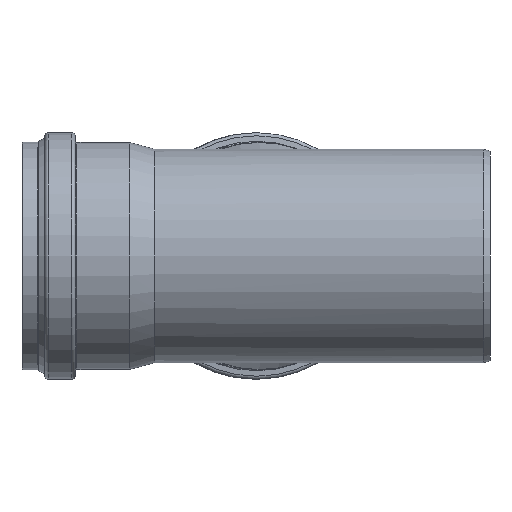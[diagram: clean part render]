
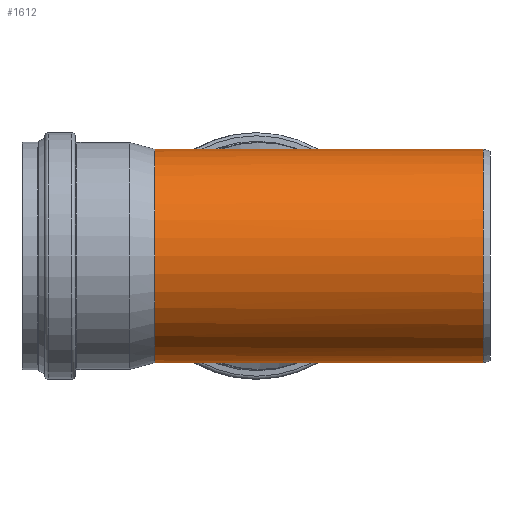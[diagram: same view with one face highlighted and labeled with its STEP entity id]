
A CAD part, left-side view. The second image highlights one B-rep face of the part: STEP entity #1612.
In plain terms, the highlighted cylindrical face has radius 125.15 mm (diameter 250.3 mm), a full revolution.
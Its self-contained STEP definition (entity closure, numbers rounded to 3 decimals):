
#54=CYLINDRICAL_SURFACE('',#1714,125.15);
#73=LINE('',#3050,#112);
#112=VECTOR('',#2037,125.15);
#150=CIRCLE('',#1710,125.15);
#153=CIRCLE('',#1713,125.15);
#154=CIRCLE('',#1715,125.15);
#155=CIRCLE('',#1716,125.15);
#398=FACE_OUTER_BOUND('',#474,.T.);
#474=EDGE_LOOP('',(#1071,#1072,#1073,#1074,#1075,#1076,#1077,#1078,#1079,
#1080,#1081));
#553=B_SPLINE_CURVE_WITH_KNOTS('',3,(#2801,#2802,#2803,#2804,#2805,#2806,
#2807,#2808,#2809,#2810,#2811,#2812),.UNSPECIFIED.,.F.,.F.,(4,2,2,2,2,4),
(3.48,3.485,3.511,3.548,3.622,
3.976),.UNSPECIFIED.);
#557=B_SPLINE_CURVE_WITH_KNOTS('',3,(#2884,#2885,#2886,#2887,#2888,#2889,
#2890,#2891,#2892,#2893,#2894,#2895),.UNSPECIFIED.,.F.,.F.,(4,2,2,2,2,4),
(0.,0.11,0.147,0.163,0.174,
0.175),.UNSPECIFIED.);
#558=ELLIPSE('',#1703,183.257,125.15);
#561=ELLIPSE('',#1706,183.257,125.15);
#563=ELLIPSE('',#1708,175.249,125.15);
#567=VERTEX_POINT('',#2694);
#568=VERTEX_POINT('',#2695);
#570=VERTEX_POINT('',#2793);
#571=VERTEX_POINT('',#2794);
#574=VERTEX_POINT('',#2825);
#575=VERTEX_POINT('',#2941);
#576=VERTEX_POINT('',#3037);
#579=VERTEX_POINT('',#3046);
#580=VERTEX_POINT('',#3047);
#772=EDGE_CURVE('',#567,#568,#558,.T.);
#776=EDGE_CURVE('',#567,#571,#553,.T.);
#780=EDGE_CURVE('',#570,#574,#557,.T.);
#782=EDGE_CURVE('',#575,#574,#561,.T.);
#784=EDGE_CURVE('',#568,#575,#563,.T.);
#785=EDGE_CURVE('',#576,#570,#150,.T.);
#789=EDGE_CURVE('',#571,#576,#153,.T.);
#790=EDGE_CURVE('',#579,#580,#154,.T.);
#791=EDGE_CURVE('',#580,#579,#155,.T.);
#792=EDGE_CURVE('',#580,#576,#73,.T.);
#1071=ORIENTED_EDGE('',*,*,#790,.F.);
#1072=ORIENTED_EDGE('',*,*,#791,.F.);
#1073=ORIENTED_EDGE('',*,*,#792,.T.);
#1074=ORIENTED_EDGE('',*,*,#785,.T.);
#1075=ORIENTED_EDGE('',*,*,#780,.T.);
#1076=ORIENTED_EDGE('',*,*,#782,.F.);
#1077=ORIENTED_EDGE('',*,*,#784,.F.);
#1078=ORIENTED_EDGE('',*,*,#772,.F.);
#1079=ORIENTED_EDGE('',*,*,#776,.T.);
#1080=ORIENTED_EDGE('',*,*,#789,.T.);
#1081=ORIENTED_EDGE('',*,*,#792,.F.);
#1612=ADVANCED_FACE('',(#398),#54,.T.);
#1703=AXIS2_PLACEMENT_3D('',#2696,#2008,#2009);
#1706=AXIS2_PLACEMENT_3D('',#2943,#2014,#2015);
#1708=AXIS2_PLACEMENT_3D('',#3035,#2018,#2019);
#1710=AXIS2_PLACEMENT_3D('',#3038,#2022,#2023);
#1713=AXIS2_PLACEMENT_3D('',#3044,#2029,#2030);
#1714=AXIS2_PLACEMENT_3D('',#3045,#2031,#2032);
#1715=AXIS2_PLACEMENT_3D('',#3048,#2033,#2034);
#1716=AXIS2_PLACEMENT_3D('',#3049,#2035,#2036);
#2008=DIRECTION('center_axis',(0.73,-0.683,0.));
#2009=DIRECTION('ref_axis',(0.683,0.73,0.));
#2014=DIRECTION('center_axis',(0.73,-0.683,0.));
#2015=DIRECTION('ref_axis',(0.683,0.73,0.));
#2018=DIRECTION('center_axis',(0.7,0.714,0.));
#2019=DIRECTION('ref_axis',(0.714,-0.7,0.));
#2022=DIRECTION('center_axis',(0.,-1.,0.));
#2023=DIRECTION('ref_axis',(1.,0.,0.));
#2029=DIRECTION('center_axis',(0.,-1.,0.));
#2030=DIRECTION('ref_axis',(1.,0.,0.));
#2031=DIRECTION('center_axis',(0.,-1.,0.));
#2032=DIRECTION('ref_axis',(1.,0.,0.));
#2033=DIRECTION('center_axis',(0.,-1.,0.));
#2034=DIRECTION('ref_axis',(1.,0.,0.));
#2035=DIRECTION('center_axis',(0.,-1.,0.));
#2036=DIRECTION('ref_axis',(1.,0.,0.));
#2037=DIRECTION('',(0.,1.,0.));
#2694=CARTESIAN_POINT('',(121.719,392.197,29.105));
#2695=CARTESIAN_POINT('',(0.,262.,125.15));
#2696=CARTESIAN_POINT('Origin',(0.,262.,0.));
#2793=CARTESIAN_POINT('',(121.339,392.569,-30.65));
#2794=CARTESIAN_POINT('',(121.339,392.569,30.65));
#2801=CARTESIAN_POINT('Ctrl Pts',(121.719,392.197,29.105));
#2802=CARTESIAN_POINT('Ctrl Pts',(121.718,392.201,29.106));
#2803=CARTESIAN_POINT('Ctrl Pts',(121.718,392.206,29.107));
#2804=CARTESIAN_POINT('Ctrl Pts',(121.716,392.235,29.116));
#2805=CARTESIAN_POINT('Ctrl Pts',(121.713,392.258,29.129));
#2806=CARTESIAN_POINT('Ctrl Pts',(121.704,392.308,29.167));
#2807=CARTESIAN_POINT('Ctrl Pts',(121.697,392.332,29.196));
#2808=CARTESIAN_POINT('Ctrl Pts',(121.675,392.393,29.286));
#2809=CARTESIAN_POINT('Ctrl Pts',(121.657,392.422,29.36));
#2810=CARTESIAN_POINT('Ctrl Pts',(121.562,392.548,29.756));
#2811=CARTESIAN_POINT('Ctrl Pts',(121.437,392.569,30.263));
#2812=CARTESIAN_POINT('Ctrl Pts',(121.339,392.569,30.65));
#2825=CARTESIAN_POINT('',(121.719,392.197,-29.105));
#2884=CARTESIAN_POINT('Ctrl Pts',(121.339,392.569,-30.65));
#2885=CARTESIAN_POINT('Ctrl Pts',(121.428,392.569,-30.296));
#2886=CARTESIAN_POINT('Ctrl Pts',(121.535,392.552,-29.865));
#2887=CARTESIAN_POINT('Ctrl Pts',(121.638,392.451,-29.44));
#2888=CARTESIAN_POINT('Ctrl Pts',(121.664,392.416,-29.331));
#2889=CARTESIAN_POINT('Ctrl Pts',(121.693,392.344,-29.211));
#2890=CARTESIAN_POINT('Ctrl Pts',(121.702,392.316,-29.175));
#2891=CARTESIAN_POINT('Ctrl Pts',(121.713,392.26,-29.13));
#2892=CARTESIAN_POINT('Ctrl Pts',(121.716,392.235,-29.116));
#2893=CARTESIAN_POINT('Ctrl Pts',(121.718,392.204,-29.107));
#2894=CARTESIAN_POINT('Ctrl Pts',(121.718,392.2,-29.106));
#2895=CARTESIAN_POINT('Ctrl Pts',(121.719,392.197,-29.105));
#2941=CARTESIAN_POINT('',(0.,262.,-125.15));
#2943=CARTESIAN_POINT('Origin',(0.,262.,0.));
#3035=CARTESIAN_POINT('Origin',(0.,262.,0.));
#3037=CARTESIAN_POINT('',(-125.15,392.569,0.));
#3038=CARTESIAN_POINT('Origin',(0.,392.569,0.));
#3044=CARTESIAN_POINT('Origin',(0.,392.569,0.));
#3045=CARTESIAN_POINT('Origin',(0.,200.284,0.));
#3046=CARTESIAN_POINT('',(125.15,8.,0.));
#3047=CARTESIAN_POINT('',(-125.15,8.,0.));
#3048=CARTESIAN_POINT('Origin',(0.,8.,0.));
#3049=CARTESIAN_POINT('Origin',(0.,8.,0.));
#3050=CARTESIAN_POINT('',(-125.15,200.284,0.));
